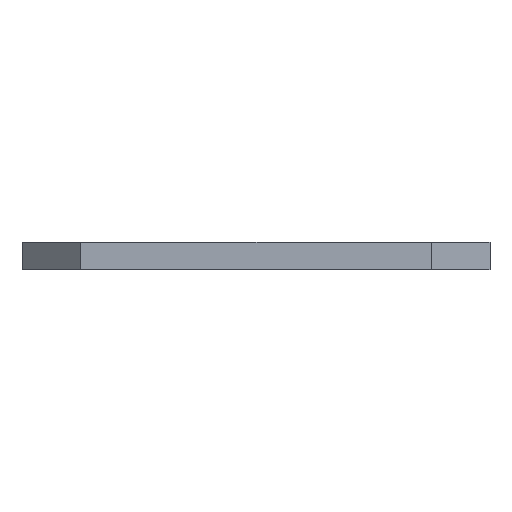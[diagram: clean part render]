
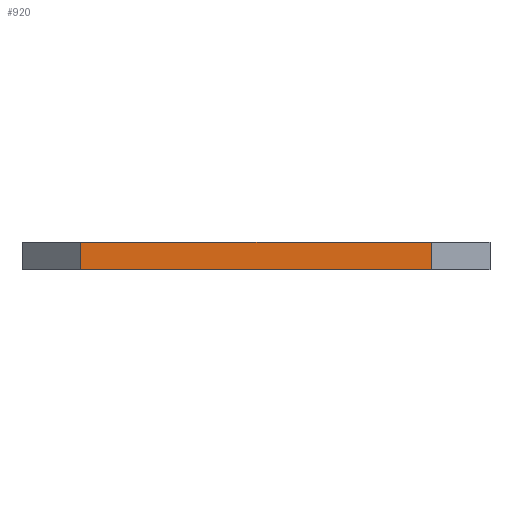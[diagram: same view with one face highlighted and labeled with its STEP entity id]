
A CAD part, left-side view. The second image highlights one B-rep face of the part: STEP entity #920.
In plain terms, the highlighted planar face has unit normal (-1, 0, 0).
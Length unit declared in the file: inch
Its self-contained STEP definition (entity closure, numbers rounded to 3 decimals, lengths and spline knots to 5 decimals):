
#63 = DIRECTION ( 'NONE',  ( 0., -1., 0. ) ) ;
#77 = CARTESIAN_POINT ( 'NONE',  ( -1.24, -1., -0.05906 ) ) ;
#110 = VERTEX_POINT ( 'NONE', #266 ) ;
#143 = CARTESIAN_POINT ( 'NONE',  ( -1.24, -0.75, 0.05906 ) ) ;
#264 = AXIS2_PLACEMENT_3D ( 'NONE', #638, #493, #843 ) ;
#266 = CARTESIAN_POINT ( 'NONE',  ( -1.24, 0.75, -0.05906 ) ) ;
#280 = LINE ( 'NONE', #1676, #1211 ) ;
#293 = LINE ( 'NONE', #143, #611 ) ;
#305 = DIRECTION ( 'NONE',  ( 0., 0., 1. ) ) ;
#321 = VECTOR ( 'NONE', #953, 39.37008 ) ;
#353 = VERTEX_POINT ( 'NONE', #810 ) ;
#465 = EDGE_CURVE ( 'NONE', #353, #2169, #1284, .T. ) ;
#492 = CARTESIAN_POINT ( 'NONE',  ( -1.24, -0.75, -0.05906 ) ) ;
#493 = DIRECTION ( 'NONE',  ( 1., 0., 0. ) ) ;
#611 = VECTOR ( 'NONE', #305, 39.37008 ) ;
#638 = CARTESIAN_POINT ( 'NONE',  ( -1.24, -1., 0.05906 ) ) ;
#668 = EDGE_CURVE ( 'NONE', #353, #110, #280, .T. ) ;
#741 = ORIENTED_EDGE ( 'NONE', *, *, #1420, .T. ) ;
#791 = DIRECTION ( 'NONE',  ( 0., 0., -1. ) ) ;
#810 = CARTESIAN_POINT ( 'NONE',  ( -1.24, 0.75, 0.05906 ) ) ;
#843 = DIRECTION ( 'NONE',  ( 0., 0., -1. ) ) ;
#920 = ADVANCED_FACE ( 'NONE', ( #979 ), #1367, .F. ) ;
#953 = DIRECTION ( 'NONE',  ( 0., -1., 0. ) ) ;
#979 = FACE_OUTER_BOUND ( 'NONE', #1589, .T. ) ;
#1066 = ORIENTED_EDGE ( 'NONE', *, *, #465, .F. ) ;
#1211 = VECTOR ( 'NONE', #791, 39.37008 ) ;
#1284 = LINE ( 'NONE', #1642, #321 ) ;
#1300 = EDGE_CURVE ( 'NONE', #110, #1465, #1442, .T. ) ;
#1349 = VECTOR ( 'NONE', #63, 39.37008 ) ;
#1367 = PLANE ( 'NONE',  #264 ) ;
#1420 = EDGE_CURVE ( 'NONE', #1465, #2169, #293, .T. ) ;
#1442 = LINE ( 'NONE', #77, #1349 ) ;
#1465 = VERTEX_POINT ( 'NONE', #492 ) ;
#1589 = EDGE_LOOP ( 'NONE', ( #2217, #741, #1066, #2158 ) ) ;
#1642 = CARTESIAN_POINT ( 'NONE',  ( -1.24, -1., 0.05906 ) ) ;
#1676 = CARTESIAN_POINT ( 'NONE',  ( -1.24, 0.75, 0.05906 ) ) ;
#1951 = CARTESIAN_POINT ( 'NONE',  ( -1.24, -0.75, 0.05906 ) ) ;
#2158 = ORIENTED_EDGE ( 'NONE', *, *, #668, .T. ) ;
#2169 = VERTEX_POINT ( 'NONE', #1951 ) ;
#2217 = ORIENTED_EDGE ( 'NONE', *, *, #1300, .T. ) ;
